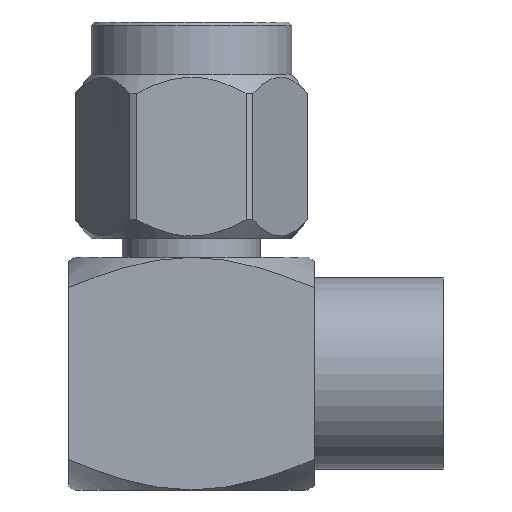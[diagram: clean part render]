
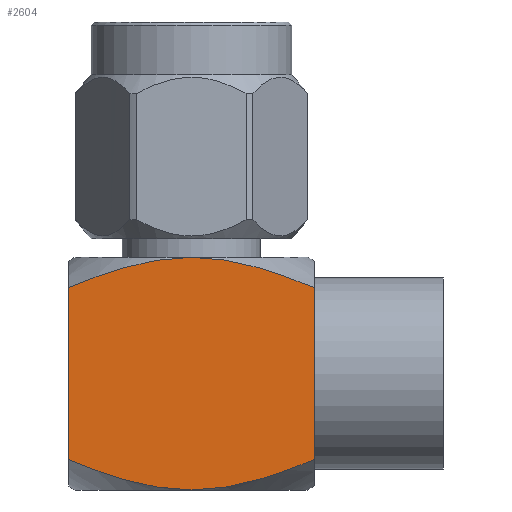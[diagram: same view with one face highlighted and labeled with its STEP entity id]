
A CAD part, front view. The second image highlights one B-rep face of the part: STEP entity #2604.
In plain terms, the highlighted planar face has unit normal (0, -1, 0).
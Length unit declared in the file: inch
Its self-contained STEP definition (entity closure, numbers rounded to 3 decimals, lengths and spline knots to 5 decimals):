
#151 = DIRECTION ( 'NONE',  ( 0., 0., -1. ) ) ;
#459 = ORIENTED_EDGE ( 'NONE', *, *, #8777, .F. ) ;
#533 = DIRECTION ( 'NONE',  ( 0., 0., -1. ) ) ;
#630 = CARTESIAN_POINT ( 'NONE',  ( 0.04053, -0.17717, -0.17462 ) ) ;
#663 = CARTESIAN_POINT ( 'NONE',  ( 0.15721, -0.17717, -0.14321 ) ) ;
#829 = CARTESIAN_POINT ( 'NONE',  ( 0., -0.17717, -0.17717 ) ) ;
#845 = FACE_OUTER_BOUND ( 'NONE', #5449, .T. ) ;
#878 = CARTESIAN_POINT ( 'NONE',  ( -0.18701, -0.17717, -0.13072 ) ) ;
#935 = CARTESIAN_POINT ( 'NONE',  ( 0.18701, -0.17717, 0.13072 ) ) ;
#969 = CARTESIAN_POINT ( 'NONE',  ( 0., -0.17717, -0.17717 ) ) ;
#1188 = LINE ( 'NONE', #6690, #7946 ) ;
#1201 = PLANE ( 'NONE',  #7354 ) ;
#1235 = CARTESIAN_POINT ( 'NONE',  ( 0., -0.17717, 0.17717 ) ) ;
#1397 = CARTESIAN_POINT ( 'NONE',  ( 0.18701, -0.17717, -0.13072 ) ) ;
#1509 = EDGE_CURVE ( 'NONE', #3292, #7854, #3325, .T. ) ;
#1611 = EDGE_CURVE ( 'NONE', #5610, #7694, #6886, .T. ) ;
#1620 = CARTESIAN_POINT ( 'NONE',  ( 0.12669, -0.17717, 0.1547 ) ) ;
#1834 = CARTESIAN_POINT ( 'NONE',  ( -0.18701, -0.17717, 0.17717 ) ) ;
#1856 = CARTESIAN_POINT ( 'NONE',  ( 0.18701, -0.17717, -0.13072 ) ) ;
#1967 = VERTEX_POINT ( 'NONE', #5484 ) ;
#2279 = CARTESIAN_POINT ( 'NONE',  ( 0.01634, -0.17717, 0.17684 ) ) ;
#2553 = DIRECTION ( 'NONE',  ( 0., 1., 0. ) ) ;
#2604 = ADVANCED_FACE ( 'NONE', ( #845 ), #1201, .F. ) ;
#2726 = CARTESIAN_POINT ( 'NONE',  ( -0.03272, -0.17717, 0.17717 ) ) ;
#2838 = EDGE_CURVE ( 'NONE', #1967, #3292, #4778, .T. ) ;
#2980 = CARTESIAN_POINT ( 'NONE',  ( -0.12654, -0.17717, -0.15475 ) ) ;
#3084 = VECTOR ( 'NONE', #533, 39.37008 ) ;
#3104 = ORIENTED_EDGE ( 'NONE', *, *, #1509, .F. ) ;
#3292 = VERTEX_POINT ( 'NONE', #6103 ) ;
#3325 = B_SPLINE_CURVE_WITH_KNOTS ( 'NONE', 3,
 ( #5935, #6684, #2279, #3760, #5250, #6559, #8776, #1620, #4518, #935 ),
 .UNSPECIFIED., .F., .F.,
 ( 4, 2, 2, 2, 4 ),
 ( 0.00993, 0.01055, 0.01116, 0.01239, 0.01485 ),
 .UNSPECIFIED. ) ;
#3388 = ORIENTED_EDGE ( 'NONE', *, *, #2838, .F. ) ;
#3640 = CARTESIAN_POINT ( 'NONE',  ( -0.0644, -0.17717, -0.17177 ) ) ;
#3760 = CARTESIAN_POINT ( 'NONE',  ( 0.03251, -0.17717, 0.17556 ) ) ;
#3895 = ORIENTED_EDGE ( 'NONE', *, *, #5078, .F. ) ;
#3988 = B_SPLINE_CURVE_WITH_KNOTS ( 'NONE', 3,
 ( #829, #7226, #3640, #2980, #4456, #878 ),
 .UNSPECIFIED., .F., .F.,
 ( 4, 2, 4 ),
 ( 0.01822, 0.02069, 0.02315 ),
 .UNSPECIFIED. ) ;
#4135 = CARTESIAN_POINT ( 'NONE',  ( -0.12654, -0.17717, 0.15475 ) ) ;
#4176 = CARTESIAN_POINT ( 'NONE',  ( 0.06441, -0.17717, -0.17098 ) ) ;
#4205 = CARTESIAN_POINT ( 'NONE',  ( 0.00815, -0.17717, -0.17717 ) ) ;
#4456 = CARTESIAN_POINT ( 'NONE',  ( -0.15711, -0.17717, -0.14325 ) ) ;
#4518 = CARTESIAN_POINT ( 'NONE',  ( 0.15721, -0.17717, 0.14321 ) ) ;
#4778 = B_SPLINE_CURVE_WITH_KNOTS ( 'NONE', 3,
 ( #6969, #9078, #4135, #6273, #2726, #1235 ),
 .UNSPECIFIED., .F., .F.,
 ( 4, 2, 4 ),
 ( 0.005, 0.00747, 0.00993 ),
 .UNSPECIFIED. ) ;
#4938 = CARTESIAN_POINT ( 'NONE',  ( 0., -0.17717, -0.17717 ) ) ;
#5078 = EDGE_CURVE ( 'NONE', #7694, #7063, #3988, .T. ) ;
#5250 = CARTESIAN_POINT ( 'NONE',  ( 0.04053, -0.17717, 0.17462 ) ) ;
#5449 = EDGE_LOOP ( 'NONE', ( #8110, #459, #3104, #3388, #8292, #3895 ) ) ;
#5484 = CARTESIAN_POINT ( 'NONE',  ( -0.18701, -0.17717, 0.13072 ) ) ;
#5610 = VERTEX_POINT ( 'NONE', #1856 ) ;
#5935 = CARTESIAN_POINT ( 'NONE',  ( 0., -0.17717, 0.17717 ) ) ;
#6103 = CARTESIAN_POINT ( 'NONE',  ( 0., -0.17717, 0.17717 ) ) ;
#6273 = CARTESIAN_POINT ( 'NONE',  ( -0.0644, -0.17717, 0.17177 ) ) ;
#6400 = CARTESIAN_POINT ( 'NONE',  ( 0.12669, -0.17717, -0.1547 ) ) ;
#6460 = LINE ( 'NONE', #7095, #3084 ) ;
#6461 = CARTESIAN_POINT ( 'NONE',  ( -0.18701, -0.17717, -0.13072 ) ) ;
#6559 = CARTESIAN_POINT ( 'NONE',  ( 0.06441, -0.17717, 0.17098 ) ) ;
#6684 = CARTESIAN_POINT ( 'NONE',  ( 0.00815, -0.17717, 0.17717 ) ) ;
#6690 = CARTESIAN_POINT ( 'NONE',  ( -0.18701, -0.17717, 0.17717 ) ) ;
#6886 = B_SPLINE_CURVE_WITH_KNOTS ( 'NONE', 3,
 ( #1397, #663, #6400, #8491, #4176, #630, #9178, #8551, #4205, #4938 ),
 .UNSPECIFIED., .F., .F.,
 ( 4, 2, 2, 2, 4 ),
 ( 0.01331, 0.01577, 0.017, 0.01761, 0.01822 ),
 .UNSPECIFIED. ) ;
#6969 = CARTESIAN_POINT ( 'NONE',  ( -0.18701, -0.17717, 0.13072 ) ) ;
#7063 = VERTEX_POINT ( 'NONE', #6461 ) ;
#7095 = CARTESIAN_POINT ( 'NONE',  ( 0.18701, -0.17717, 0.17717 ) ) ;
#7226 = CARTESIAN_POINT ( 'NONE',  ( -0.03272, -0.17717, -0.17717 ) ) ;
#7354 = AXIS2_PLACEMENT_3D ( 'NONE', #1834, #2553, #7598 ) ;
#7598 = DIRECTION ( 'NONE',  ( 0., 0., 1. ) ) ;
#7604 = EDGE_CURVE ( 'NONE', #1967, #7063, #1188, .T. ) ;
#7694 = VERTEX_POINT ( 'NONE', #969 ) ;
#7854 = VERTEX_POINT ( 'NONE', #8429 ) ;
#7946 = VECTOR ( 'NONE', #151, 39.37008 ) ;
#8110 = ORIENTED_EDGE ( 'NONE', *, *, #1611, .F. ) ;
#8292 = ORIENTED_EDGE ( 'NONE', *, *, #7604, .T. ) ;
#8429 = CARTESIAN_POINT ( 'NONE',  ( 0.18701, -0.17717, 0.13072 ) ) ;
#8491 = CARTESIAN_POINT ( 'NONE',  ( 0.0801, -0.17717, -0.16747 ) ) ;
#8551 = CARTESIAN_POINT ( 'NONE',  ( 0.01634, -0.17717, -0.17684 ) ) ;
#8776 = CARTESIAN_POINT ( 'NONE',  ( 0.0801, -0.17717, 0.16747 ) ) ;
#8777 = EDGE_CURVE ( 'NONE', #7854, #5610, #6460, .T. ) ;
#9078 = CARTESIAN_POINT ( 'NONE',  ( -0.15711, -0.17717, 0.14325 ) ) ;
#9178 = CARTESIAN_POINT ( 'NONE',  ( 0.03251, -0.17717, -0.17556 ) ) ;
